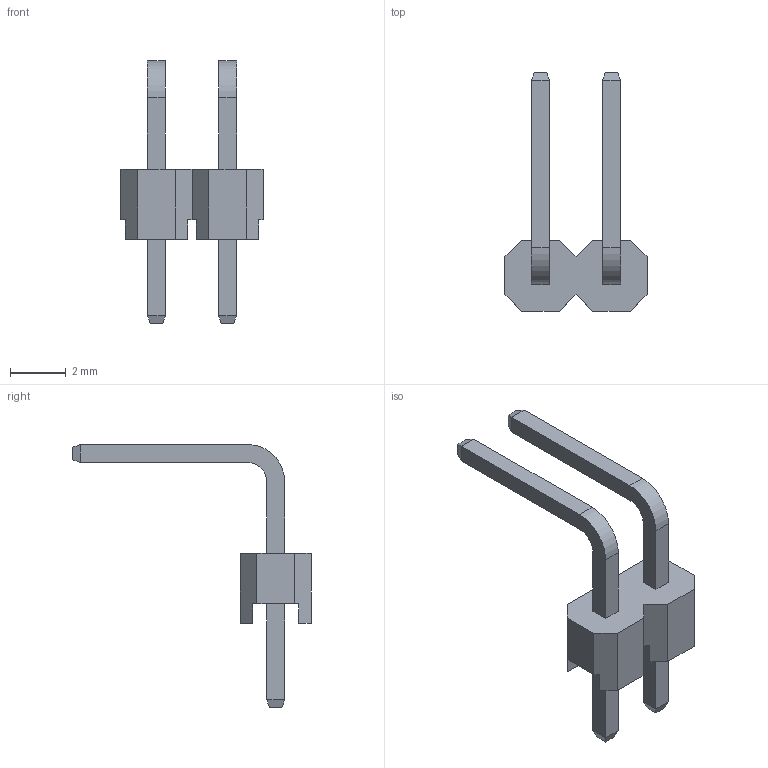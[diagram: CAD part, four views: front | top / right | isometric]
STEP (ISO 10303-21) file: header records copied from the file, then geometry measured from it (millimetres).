
FILE_DESCRIPTION(('STEP AP214'), '1');
FILE_NAME('PLS-RU', '', ('UNSPECIFIED'), ('UNSPECIFIED'), 'ASCON STEP Converter 1.6', 'ASCON Math Kernel', '');
FILE_SCHEMA(('AUTOMOTIVE_DESIGN { 1 0 10303 214 3 1 1}'));
Length unit declared in the file: millimetre
Bounding box: 5.08 x 8.52 x 9.39 mm (x, y, z)
Volume: 34.3 mm3; surface area: 134.2 mm2
Topology: 1 solids, 1 shells, 68 faces, 170 edges, 108 vertices
Faces by surface type: plane 64, cylinder 4
Entity records: 2558 total; most frequent: CARTESIAN_POINT 347, ORIENTED_EDGE 340, DIRECTION 316, EDGE_CURVE 170, LINE 162, VECTOR 162, VERTEX_POINT 108, AXIS2_PLACEMENT_3D 77
